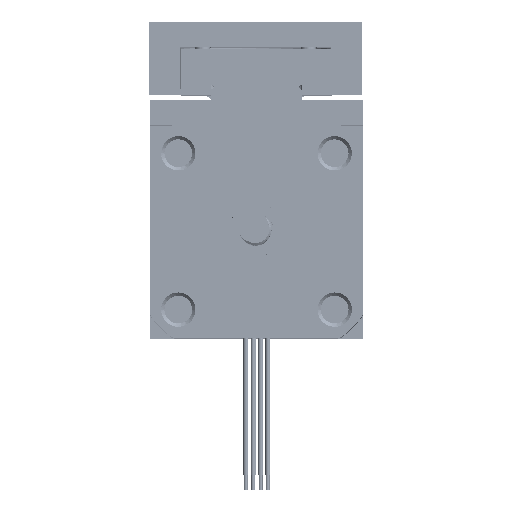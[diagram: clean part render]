
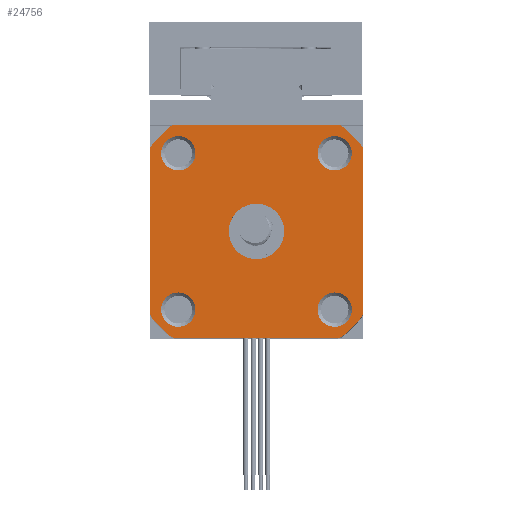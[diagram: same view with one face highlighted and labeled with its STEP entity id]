
A CAD part, top view. The second image highlights one B-rep face of the part: STEP entity #24756.
In plain terms, the highlighted face is planar.
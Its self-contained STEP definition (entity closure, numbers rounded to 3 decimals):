
#655=LINE('',#37570,#2721);
#656=LINE('',#37578,#2722);
#657=LINE('',#37586,#2723);
#658=LINE('',#37594,#2724);
#2721=VECTOR('',#29604,32.311);
#2722=VECTOR('',#29611,32.311);
#2723=VECTOR('',#29618,32.311);
#2724=VECTOR('',#29625,32.311);
#4748=PLANE('',#26373);
#5587=FACE_BOUND('',#7595,.T.);
#5588=FACE_BOUND('',#7596,.T.);
#5589=FACE_BOUND('',#7597,.T.);
#5590=FACE_BOUND('',#7598,.T.);
#5591=FACE_BOUND('',#7599,.T.);
#6063=FACE_OUTER_BOUND('',#7594,.T.);
#7594=EDGE_LOOP('',(#17148,#17149,#17150,#17151,#17152,#17153,#17154,#17155,
#17156,#17157,#17158,#17159,#17160,#17161,#17162,#17163));
#7595=EDGE_LOOP('',(#17164));
#7596=EDGE_LOOP('',(#17165));
#7597=EDGE_LOOP('',(#17166));
#7598=EDGE_LOOP('',(#17167));
#7599=EDGE_LOOP('',(#17168));
#9438=CIRCLE('',#26322,3.4);
#9440=CIRCLE('',#26325,3.4);
#9442=CIRCLE('',#26328,3.4);
#9444=CIRCLE('',#26331,3.4);
#9459=CIRCLE('',#26357,5.5);
#9473=CIRCLE('',#26374,26.9);
#9474=CIRCLE('',#26375,1.5);
#9475=CIRCLE('',#26376,1.5);
#9476=CIRCLE('',#26377,26.9);
#9477=CIRCLE('',#26378,1.5);
#9478=CIRCLE('',#26379,1.5);
#9479=CIRCLE('',#26380,26.9);
#9480=CIRCLE('',#26381,1.5);
#9481=CIRCLE('',#26382,1.5);
#9482=CIRCLE('',#26383,26.9);
#9483=CIRCLE('',#26384,1.5);
#9484=CIRCLE('',#26385,1.5);
#10861=VERTEX_POINT('',#37445);
#10863=VERTEX_POINT('',#37450);
#10865=VERTEX_POINT('',#37455);
#10867=VERTEX_POINT('',#37460);
#10882=VERTEX_POINT('',#37501);
#10912=VERTEX_POINT('',#37564);
#10913=VERTEX_POINT('',#37565);
#10914=VERTEX_POINT('',#37567);
#10915=VERTEX_POINT('',#37569);
#10916=VERTEX_POINT('',#37571);
#10917=VERTEX_POINT('',#37573);
#10918=VERTEX_POINT('',#37575);
#10919=VERTEX_POINT('',#37577);
#10920=VERTEX_POINT('',#37579);
#10921=VERTEX_POINT('',#37581);
#10922=VERTEX_POINT('',#37583);
#10923=VERTEX_POINT('',#37585);
#10924=VERTEX_POINT('',#37587);
#10925=VERTEX_POINT('',#37589);
#10926=VERTEX_POINT('',#37591);
#10927=VERTEX_POINT('',#37593);
#13378=EDGE_CURVE('',#10861,#10861,#9438,.T.);
#13380=EDGE_CURVE('',#10863,#10863,#9440,.T.);
#13382=EDGE_CURVE('',#10865,#10865,#9442,.T.);
#13384=EDGE_CURVE('',#10867,#10867,#9444,.T.);
#13399=EDGE_CURVE('',#10882,#10882,#9459,.T.);
#13429=EDGE_CURVE('',#10912,#10913,#9473,.T.);
#13430=EDGE_CURVE('',#10914,#10912,#9474,.T.);
#13431=EDGE_CURVE('',#10915,#10914,#655,.T.);
#13432=EDGE_CURVE('',#10916,#10915,#9475,.T.);
#13433=EDGE_CURVE('',#10917,#10916,#9476,.T.);
#13434=EDGE_CURVE('',#10918,#10917,#9477,.T.);
#13435=EDGE_CURVE('',#10919,#10918,#656,.T.);
#13436=EDGE_CURVE('',#10920,#10919,#9478,.T.);
#13437=EDGE_CURVE('',#10921,#10920,#9479,.T.);
#13438=EDGE_CURVE('',#10922,#10921,#9480,.T.);
#13439=EDGE_CURVE('',#10923,#10922,#657,.T.);
#13440=EDGE_CURVE('',#10924,#10923,#9481,.T.);
#13441=EDGE_CURVE('',#10925,#10924,#9482,.T.);
#13442=EDGE_CURVE('',#10926,#10925,#9483,.T.);
#13443=EDGE_CURVE('',#10927,#10926,#658,.T.);
#13444=EDGE_CURVE('',#10913,#10927,#9484,.T.);
#17148=ORIENTED_EDGE('',*,*,#13429,.F.);
#17149=ORIENTED_EDGE('',*,*,#13430,.F.);
#17150=ORIENTED_EDGE('',*,*,#13431,.F.);
#17151=ORIENTED_EDGE('',*,*,#13432,.F.);
#17152=ORIENTED_EDGE('',*,*,#13433,.F.);
#17153=ORIENTED_EDGE('',*,*,#13434,.F.);
#17154=ORIENTED_EDGE('',*,*,#13435,.F.);
#17155=ORIENTED_EDGE('',*,*,#13436,.F.);
#17156=ORIENTED_EDGE('',*,*,#13437,.F.);
#17157=ORIENTED_EDGE('',*,*,#13438,.F.);
#17158=ORIENTED_EDGE('',*,*,#13439,.F.);
#17159=ORIENTED_EDGE('',*,*,#13440,.F.);
#17160=ORIENTED_EDGE('',*,*,#13441,.F.);
#17161=ORIENTED_EDGE('',*,*,#13442,.F.);
#17162=ORIENTED_EDGE('',*,*,#13443,.F.);
#17163=ORIENTED_EDGE('',*,*,#13444,.F.);
#17164=ORIENTED_EDGE('',*,*,#13399,.T.);
#17165=ORIENTED_EDGE('',*,*,#13384,.T.);
#17166=ORIENTED_EDGE('',*,*,#13382,.T.);
#17167=ORIENTED_EDGE('',*,*,#13380,.T.);
#17168=ORIENTED_EDGE('',*,*,#13378,.T.);
#24756=ADVANCED_FACE('',(#6063,#5587,#5588,#5589,#5590,#5591),#4748,.F.);
#26322=AXIS2_PLACEMENT_3D('',#37446,#29480,#29481);
#26325=AXIS2_PLACEMENT_3D('',#37451,#29486,#29487);
#26328=AXIS2_PLACEMENT_3D('',#37456,#29492,#29493);
#26331=AXIS2_PLACEMENT_3D('',#37461,#29498,#29499);
#26357=AXIS2_PLACEMENT_3D('',#37502,#29550,#29551);
#26373=AXIS2_PLACEMENT_3D('',#37563,#29598,#29599);
#26374=AXIS2_PLACEMENT_3D('',#37566,#29600,#29601);
#26375=AXIS2_PLACEMENT_3D('',#37568,#29602,#29603);
#26376=AXIS2_PLACEMENT_3D('',#37572,#29605,#29606);
#26377=AXIS2_PLACEMENT_3D('',#37574,#29607,#29608);
#26378=AXIS2_PLACEMENT_3D('',#37576,#29609,#29610);
#26379=AXIS2_PLACEMENT_3D('',#37580,#29612,#29613);
#26380=AXIS2_PLACEMENT_3D('',#37582,#29614,#29615);
#26381=AXIS2_PLACEMENT_3D('',#37584,#29616,#29617);
#26382=AXIS2_PLACEMENT_3D('',#37588,#29619,#29620);
#26383=AXIS2_PLACEMENT_3D('',#37590,#29621,#29622);
#26384=AXIS2_PLACEMENT_3D('',#37592,#29623,#29624);
#26385=AXIS2_PLACEMENT_3D('',#37595,#29626,#29627);
#29480=DIRECTION('center_axis',(0.,0.,1.));
#29481=DIRECTION('ref_axis',(1.,0.,0.));
#29486=DIRECTION('center_axis',(0.,0.,1.));
#29487=DIRECTION('ref_axis',(1.,0.,0.));
#29492=DIRECTION('center_axis',(0.,0.,1.));
#29493=DIRECTION('ref_axis',(1.,0.,0.));
#29498=DIRECTION('center_axis',(0.,0.,1.));
#29499=DIRECTION('ref_axis',(1.,0.,0.));
#29550=DIRECTION('center_axis',(0.,0.,1.));
#29551=DIRECTION('ref_axis',(-1.,0.,0.));
#29598=DIRECTION('center_axis',(0.,0.,1.));
#29599=DIRECTION('ref_axis',(1.,0.,0.));
#29600=DIRECTION('center_axis',(0.,0.,1.));
#29601=DIRECTION('ref_axis',(1.,0.,0.));
#29602=DIRECTION('center_axis',(0.,0.,1.));
#29603=DIRECTION('ref_axis',(-1.,0.,0.));
#29604=DIRECTION('',(0.,-1.,0.));
#29605=DIRECTION('center_axis',(0.,0.,1.));
#29606=DIRECTION('ref_axis',(-1.,0.,0.));
#29607=DIRECTION('center_axis',(0.,0.,1.));
#29608=DIRECTION('ref_axis',(1.,0.,0.));
#29609=DIRECTION('center_axis',(0.,0.,1.));
#29610=DIRECTION('ref_axis',(-1.,0.,0.));
#29611=DIRECTION('',(-1.,0.,0.));
#29612=DIRECTION('center_axis',(0.,0.,1.));
#29613=DIRECTION('ref_axis',(-1.,0.,0.));
#29614=DIRECTION('center_axis',(0.,0.,1.));
#29615=DIRECTION('ref_axis',(1.,0.,0.));
#29616=DIRECTION('center_axis',(0.,0.,1.));
#29617=DIRECTION('ref_axis',(-1.,0.,0.));
#29618=DIRECTION('',(0.,1.,0.));
#29619=DIRECTION('center_axis',(0.,0.,1.));
#29620=DIRECTION('ref_axis',(-1.,0.,0.));
#29621=DIRECTION('center_axis',(0.,0.,1.));
#29622=DIRECTION('ref_axis',(1.,0.,0.));
#29623=DIRECTION('center_axis',(0.,0.,1.));
#29624=DIRECTION('ref_axis',(-1.,0.,0.));
#29625=DIRECTION('',(1.,0.,0.));
#29626=DIRECTION('center_axis',(0.,0.,1.));
#29627=DIRECTION('ref_axis',(1.,0.,0.));
#37445=CARTESIAN_POINT('',(-18.9,15.5,1.8));
#37446=CARTESIAN_POINT('Origin',(-15.5,15.5,1.8));
#37450=CARTESIAN_POINT('',(12.1,15.5,1.8));
#37451=CARTESIAN_POINT('Origin',(15.5,15.5,1.8));
#37455=CARTESIAN_POINT('',(-18.9,-15.5,1.8));
#37456=CARTESIAN_POINT('Origin',(-15.5,-15.5,1.8));
#37460=CARTESIAN_POINT('',(12.1,-15.5,1.8));
#37461=CARTESIAN_POINT('Origin',(15.5,-15.5,1.8));
#37501=CARTESIAN_POINT('',(5.5,0.,1.8));
#37502=CARTESIAN_POINT('Origin',(0.,0.,1.8));
#37563=CARTESIAN_POINT('Origin',(0.,0.,1.8));
#37564=CARTESIAN_POINT('',(-20.757,-17.11,1.8));
#37565=CARTESIAN_POINT('',(-17.11,-20.757,1.8));
#37566=CARTESIAN_POINT('Origin',(0.,0.,1.8));
#37567=CARTESIAN_POINT('',(-21.1,-16.155,1.8));
#37568=CARTESIAN_POINT('Origin',(-19.6,-16.155,1.8));
#37569=CARTESIAN_POINT('',(-21.1,16.155,1.8));
#37570=CARTESIAN_POINT('',(-21.1,16.155,1.8));
#37571=CARTESIAN_POINT('',(-20.757,17.11,1.8));
#37572=CARTESIAN_POINT('Origin',(-19.6,16.155,1.8));
#37573=CARTESIAN_POINT('',(-17.11,20.757,1.8));
#37574=CARTESIAN_POINT('Origin',(0.,0.,1.8));
#37575=CARTESIAN_POINT('',(-16.155,21.1,1.8));
#37576=CARTESIAN_POINT('Origin',(-16.155,19.6,1.8));
#37577=CARTESIAN_POINT('',(16.155,21.1,1.8));
#37578=CARTESIAN_POINT('',(-16.155,21.1,1.8));
#37579=CARTESIAN_POINT('',(17.11,20.757,1.8));
#37580=CARTESIAN_POINT('Origin',(16.155,19.6,1.8));
#37581=CARTESIAN_POINT('',(20.757,17.11,1.8));
#37582=CARTESIAN_POINT('Origin',(0.,0.,1.8));
#37583=CARTESIAN_POINT('',(21.1,16.155,1.8));
#37584=CARTESIAN_POINT('Origin',(19.6,16.155,1.8));
#37585=CARTESIAN_POINT('',(21.1,-16.155,1.8));
#37586=CARTESIAN_POINT('',(21.1,16.155,1.8));
#37587=CARTESIAN_POINT('',(20.757,-17.11,1.8));
#37588=CARTESIAN_POINT('Origin',(19.6,-16.155,1.8));
#37589=CARTESIAN_POINT('',(17.11,-20.757,1.8));
#37590=CARTESIAN_POINT('Origin',(0.,0.,1.8));
#37591=CARTESIAN_POINT('',(16.155,-21.1,1.8));
#37592=CARTESIAN_POINT('Origin',(16.155,-19.6,1.8));
#37593=CARTESIAN_POINT('',(-16.155,-21.1,1.8));
#37594=CARTESIAN_POINT('',(-16.155,-21.1,1.8));
#37595=CARTESIAN_POINT('Origin',(-16.155,-19.6,1.8));
